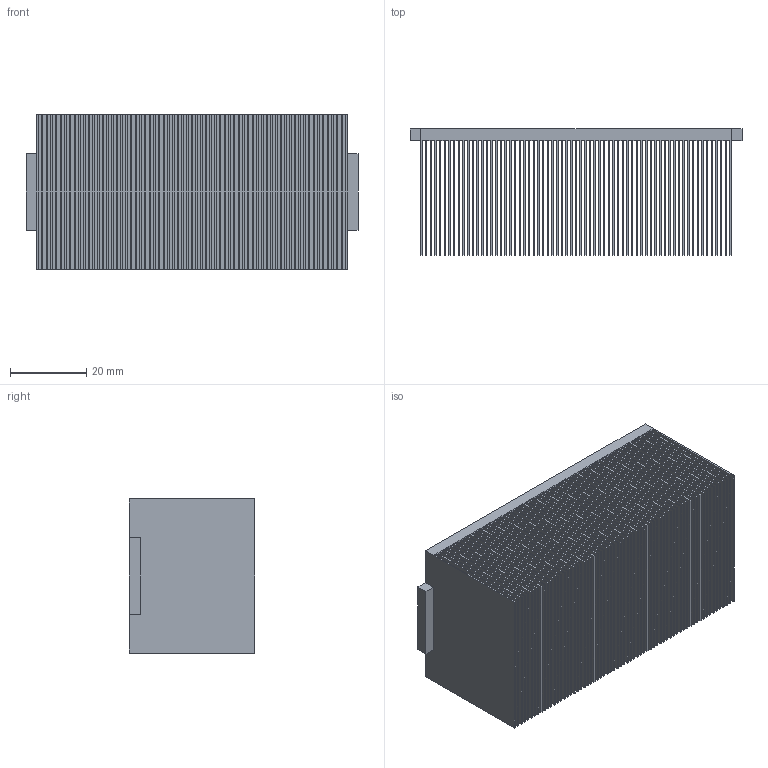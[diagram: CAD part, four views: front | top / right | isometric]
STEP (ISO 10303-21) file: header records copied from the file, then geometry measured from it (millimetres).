
FILE_DESCRIPTION(/* description */ (''),/* implementation_level */ '2;1');
FILE_NAME(/* name */ 'heatsink 30mm.step',/* time_stamp */ '2022-08-12T07:31:31-04:00',/* author */ (''),/* organization */ (''),/* preprocessor_version */ 'ST-DEVELOPER v19',/* originating_system */ 'Autodesk Translation Framework v11.7.0.108',/* authorisation */ '');
FILE_SCHEMA (('AUTOMOTIVE_DESIGN { 1 0 10303 214 3 1 1 }'));
Length unit declared in the file: millimetre
Products named in the file (2): (Unsaved); heatsink
Assembly tree (1 placements, depth 2):
  (Unsaved)
    heatsink
Bounding box: 87 x 33 x 40.4 mm (x, y, z)
Volume: 42683.3 mm3; surface area: 171581.5 mm2
Topology: 1 solids, 1 shells, 278 faces, 828 edges, 552 vertices
Faces by surface type: plane 278
Entity records: 9192 total; most frequent: CARTESIAN_POINT 1661, ORIENTED_EDGE 1656, DIRECTION 1390, LINE 828, VECTOR 828, EDGE_CURVE 828, VERTEX_POINT 552, AXIS2_PLACEMENT_3D 281
